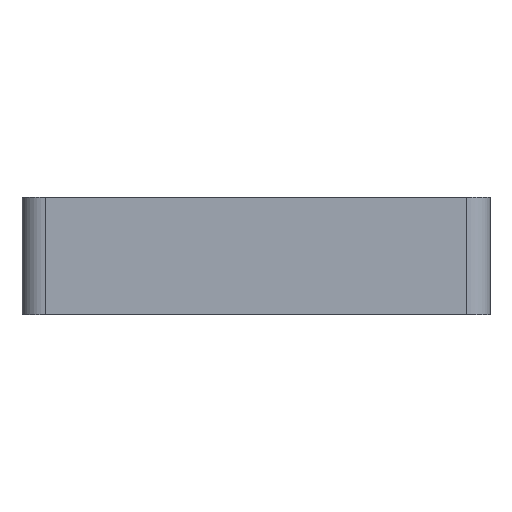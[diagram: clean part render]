
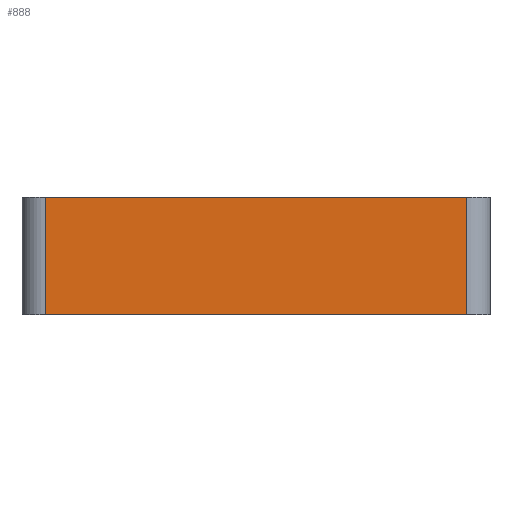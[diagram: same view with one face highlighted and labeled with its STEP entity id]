
A CAD part, left-side view. The second image highlights one B-rep face of the part: STEP entity #888.
In plain terms, the highlighted planar face has unit normal (-1, 0, 0).
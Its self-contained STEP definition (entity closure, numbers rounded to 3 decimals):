
#262 = CARTESIAN_POINT ( 'NONE',  ( -50., 45., 0. ) ) ;
#309 = CARTESIAN_POINT ( 'NONE',  ( -50., 45., 25. ) ) ;
#371 = FACE_OUTER_BOUND ( 'NONE', #4017, .T. ) ;
#423 = DIRECTION ( 'NONE',  ( 0., 0., -1. ) ) ;
#584 = EDGE_CURVE ( 'NONE', #3643, #3163, #3717, .T. ) ;
#675 = VECTOR ( 'NONE', #3420, 1000. ) ;
#723 = PLANE ( 'NONE',  #2262 ) ;
#765 = VERTEX_POINT ( 'NONE', #4250 ) ;
#847 = CARTESIAN_POINT ( 'NONE',  ( -50., -50., 25. ) ) ;
#888 = ADVANCED_FACE ( 'NONE', ( #371 ), #723, .F. ) ;
#892 = CARTESIAN_POINT ( 'NONE',  ( -50., -50., 0. ) ) ;
#1271 = VECTOR ( 'NONE', #3967, 1000. ) ;
#1289 = VERTEX_POINT ( 'NONE', #262 ) ;
#1362 = EDGE_CURVE ( 'NONE', #765, #1289, #3743, .T. ) ;
#1475 = EDGE_CURVE ( 'NONE', #765, #3163, #1968, .T. ) ;
#1610 = ORIENTED_EDGE ( 'NONE', *, *, #1362, .T. ) ;
#1841 = DIRECTION ( 'NONE',  ( 0., 0., -1. ) ) ;
#1968 = LINE ( 'NONE', #847, #675 ) ;
#2262 = AXIS2_PLACEMENT_3D ( 'NONE', #3077, #2691, #423 ) ;
#2622 = CARTESIAN_POINT ( 'NONE',  ( -50., -45., 25. ) ) ;
#2691 = DIRECTION ( 'NONE',  ( 1., 0., 0. ) ) ;
#2989 = CARTESIAN_POINT ( 'NONE',  ( -50., -45., 25. ) ) ;
#3077 = CARTESIAN_POINT ( 'NONE',  ( -50., -50., 25. ) ) ;
#3118 = ORIENTED_EDGE ( 'NONE', *, *, #584, .T. ) ;
#3163 = VERTEX_POINT ( 'NONE', #2989 ) ;
#3420 = DIRECTION ( 'NONE',  ( 0., -1., 0. ) ) ;
#3464 = DIRECTION ( 'NONE',  ( 0., 0., 1. ) ) ;
#3543 = CARTESIAN_POINT ( 'NONE',  ( -50., -45., 0. ) ) ;
#3557 = VECTOR ( 'NONE', #1841, 1000. ) ;
#3643 = VERTEX_POINT ( 'NONE', #3543 ) ;
#3717 = LINE ( 'NONE', #2622, #4241 ) ;
#3743 = LINE ( 'NONE', #309, #3557 ) ;
#3838 = ORIENTED_EDGE ( 'NONE', *, *, #1475, .F. ) ;
#3967 = DIRECTION ( 'NONE',  ( 0., -1., 0. ) ) ;
#4017 = EDGE_LOOP ( 'NONE', ( #4722, #3118, #3838, #1610 ) ) ;
#4241 = VECTOR ( 'NONE', #3464, 1000. ) ;
#4250 = CARTESIAN_POINT ( 'NONE',  ( -50., 45., 25. ) ) ;
#4424 = EDGE_CURVE ( 'NONE', #1289, #3643, #4691, .T. ) ;
#4691 = LINE ( 'NONE', #892, #1271 ) ;
#4722 = ORIENTED_EDGE ( 'NONE', *, *, #4424, .T. ) ;
